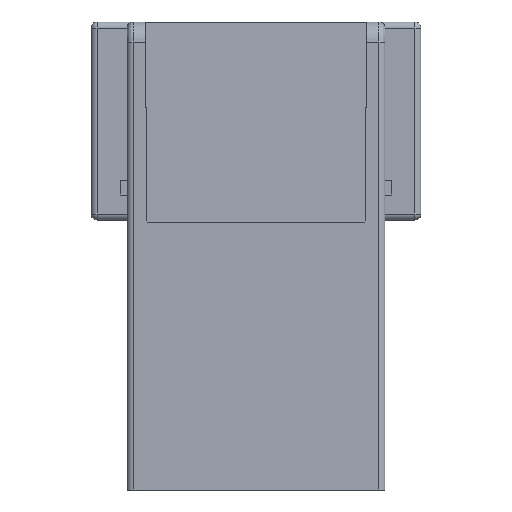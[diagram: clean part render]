
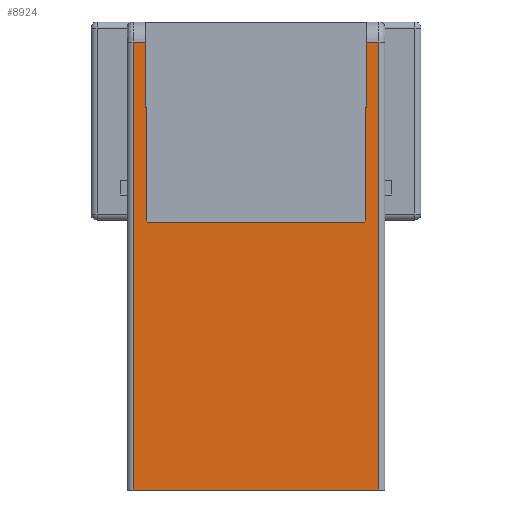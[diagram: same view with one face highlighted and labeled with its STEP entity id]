
A CAD part, left-side view. The second image highlights one B-rep face of the part: STEP entity #8924.
In plain terms, the highlighted planar face has unit normal (-1, 0, 0).
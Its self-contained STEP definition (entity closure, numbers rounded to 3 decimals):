
#5154=CARTESIAN_POINT('',(-6.75,-9.4,-13.4));
#5155=VERTEX_POINT('',#5154);
#5163=CARTESIAN_POINT('',(-6.75,2.9,-13.4));
#5164=VERTEX_POINT('',#5163);
#5165=CARTESIAN_POINT('',(-6.75,-9.4,-13.4));
#5166=DIRECTION('',(0.,1.,0.));
#5167=VECTOR('',#5166,12.3);
#5168=LINE('',#5165,#5167);
#5169=EDGE_CURVE('',#5155,#5164,#5168,.T.);
#5195=CARTESIAN_POINT('',(-6.75,2.9,9.));
#5196=VERTEX_POINT('',#5195);
#5197=CARTESIAN_POINT('',(-6.75,2.9,-13.4));
#5198=DIRECTION('',(0.,0.,1.));
#5199=VECTOR('',#5198,22.4);
#5200=LINE('',#5197,#5199);
#5201=EDGE_CURVE('',#5164,#5196,#5200,.T.);
#8857=CARTESIAN_POINT('',(-6.75,-9.4,9.));
#8858=VERTEX_POINT('',#8857);
#8866=CARTESIAN_POINT('',(-6.75,-9.4,9.));
#8867=DIRECTION('',(0.,0.,-1.));
#8868=VECTOR('',#8867,22.4);
#8869=LINE('',#8866,#8868);
#8870=EDGE_CURVE('',#8858,#5155,#8869,.T.);
#8876=CARTESIAN_POINT('',(-6.75,-3.2,-1.5));
#8877=DIRECTION('',(0.,1.,0.));
#8878=DIRECTION('',(-1.,0.,0.));
#8879=AXIS2_PLACEMENT_3D('',#8876,#8878,#8877);
#8880=PLANE('',#8879);
#8881=ORIENTED_EDGE('',*,*,#5201,.F.);
#8882=ORIENTED_EDGE('',*,*,#5169,.F.);
#8883=ORIENTED_EDGE('',*,*,#8870,.F.);
#8884=CARTESIAN_POINT('',(-6.75,-8.779,9.));
#8885=VERTEX_POINT('',#8884);
#8886=CARTESIAN_POINT('',(-6.75,-9.4,9.));
#8887=DIRECTION('',(0.,1.,0.));
#8888=VECTOR('',#8887,0.621);
#8889=LINE('',#8886,#8888);
#8890=EDGE_CURVE('',#8858,#8885,#8889,.T.);
#8891=ORIENTED_EDGE('',*,*,#8890,.T.);
#8892=CARTESIAN_POINT('',(-6.75,-8.7,0.));
#8893=VERTEX_POINT('',#8892);
#8894=CARTESIAN_POINT('',(-6.75,-8.779,9.));
#8895=DIRECTION('',(0.,0.009,-1.));
#8896=VECTOR('',#8895,9.);
#8897=LINE('',#8894,#8896);
#8898=EDGE_CURVE('',#8885,#8893,#8897,.T.);
#8899=ORIENTED_EDGE('',*,*,#8898,.T.);
#8900=CARTESIAN_POINT('',(-6.75,2.2,0.));
#8901=VERTEX_POINT('',#8900);
#8902=CARTESIAN_POINT('',(-6.75,-8.7,0.));
#8903=DIRECTION('',(0.,1.,0.));
#8904=VECTOR('',#8903,10.9);
#8905=LINE('',#8902,#8904);
#8906=EDGE_CURVE('',#8893,#8901,#8905,.T.);
#8907=ORIENTED_EDGE('',*,*,#8906,.T.);
#8908=CARTESIAN_POINT('',(-6.75,2.279,9.));
#8909=VERTEX_POINT('',#8908);
#8910=CARTESIAN_POINT('',(-6.75,2.2,0.));
#8911=DIRECTION('',(0.,0.009,1.));
#8912=VECTOR('',#8911,9.);
#8913=LINE('',#8910,#8912);
#8914=EDGE_CURVE('',#8901,#8909,#8913,.T.);
#8915=ORIENTED_EDGE('',*,*,#8914,.T.);
#8916=CARTESIAN_POINT('',(-6.75,2.279,9.));
#8917=DIRECTION('',(0.,1.,0.));
#8918=VECTOR('',#8917,0.621);
#8919=LINE('',#8916,#8918);
#8920=EDGE_CURVE('',#8909,#5196,#8919,.T.);
#8921=ORIENTED_EDGE('',*,*,#8920,.T.);
#8922=EDGE_LOOP('',(#8881,#8882,#8883,#8891,#8899,#8907,#8915,#8921));
#8923=FACE_OUTER_BOUND('',#8922,.T.);
#8924=ADVANCED_FACE('',(#8923),#8880,.T.);
